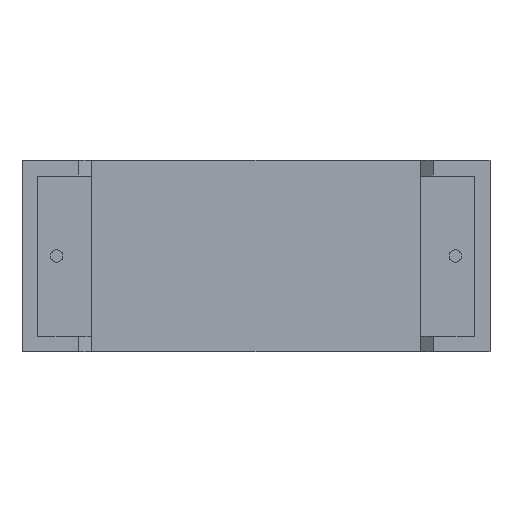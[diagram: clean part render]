
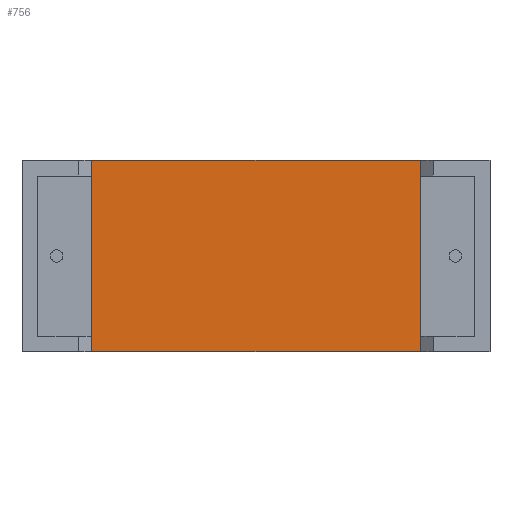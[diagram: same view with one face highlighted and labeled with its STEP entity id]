
A CAD part, front view. The second image highlights one B-rep face of the part: STEP entity #756.
In plain terms, the highlighted planar face has unit normal (0, -1, 0).
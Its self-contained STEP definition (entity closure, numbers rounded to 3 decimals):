
#10 = DIRECTION ( 'NONE',  ( -1., 0., 0. ) ) ;
#35 = DIRECTION ( 'NONE',  ( 0., 0., 1. ) ) ;
#61 = CARTESIAN_POINT ( 'NONE',  ( 4.797, 0.762, 13.2 ) ) ;
#190 = EDGE_CURVE ( 'NONE', #2695, #641, #723, .T. ) ;
#300 = VERTEX_POINT ( 'NONE', #2920 ) ;
#315 = AXIS2_PLACEMENT_3D ( 'NONE', #1387, #1871, #1602 ) ;
#550 = CARTESIAN_POINT ( 'NONE',  ( 4.797, 0.762, 0. ) ) ;
#555 = ORIENTED_EDGE ( 'NONE', *, *, #2858, .F. ) ;
#641 = VERTEX_POINT ( 'NONE', #61 ) ;
#654 = FACE_OUTER_BOUND ( 'NONE', #1864, .T. ) ;
#723 = LINE ( 'NONE', #2631, #2999 ) ;
#731 = ORIENTED_EDGE ( 'NONE', *, *, #190, .F. ) ;
#756 = ADVANCED_FACE ( 'NONE', ( #654 ), #2096, .F. ) ;
#844 = EDGE_CURVE ( 'NONE', #2468, #300, #1935, .T. ) ;
#953 = VECTOR ( 'NONE', #10, 1000. ) ;
#996 = CARTESIAN_POINT ( 'NONE',  ( 27.503, 0.762, 0. ) ) ;
#1103 = EDGE_CURVE ( 'NONE', #300, #641, #1522, .T. ) ;
#1151 = VECTOR ( 'NONE', #35, 1000. ) ;
#1281 = VECTOR ( 'NONE', #2773, 1000. ) ;
#1387 = CARTESIAN_POINT ( 'NONE',  ( 16.15, 0.762, 0. ) ) ;
#1522 = LINE ( 'NONE', #1841, #953 ) ;
#1559 = CARTESIAN_POINT ( 'NONE',  ( 16.15, 0.762, 0. ) ) ;
#1602 = DIRECTION ( 'NONE',  ( -1., 0., 0. ) ) ;
#1841 = CARTESIAN_POINT ( 'NONE',  ( 16.15, 0.762, 13.2 ) ) ;
#1864 = EDGE_LOOP ( 'NONE', ( #2810, #731, #555, #2457 ) ) ;
#1871 = DIRECTION ( 'NONE',  ( 0., 1., 0. ) ) ;
#1935 = LINE ( 'NONE', #996, #1151 ) ;
#2096 = PLANE ( 'NONE',  #315 ) ;
#2131 = DIRECTION ( 'NONE',  ( 0., 0., 1. ) ) ;
#2143 = CARTESIAN_POINT ( 'NONE',  ( 27.503, 0.762, 0. ) ) ;
#2457 = ORIENTED_EDGE ( 'NONE', *, *, #844, .T. ) ;
#2468 = VERTEX_POINT ( 'NONE', #2143 ) ;
#2528 = LINE ( 'NONE', #1559, #1281 ) ;
#2631 = CARTESIAN_POINT ( 'NONE',  ( 4.797, 0.762, 0. ) ) ;
#2695 = VERTEX_POINT ( 'NONE', #550 ) ;
#2773 = DIRECTION ( 'NONE',  ( -1., 0., 0. ) ) ;
#2810 = ORIENTED_EDGE ( 'NONE', *, *, #1103, .T. ) ;
#2858 = EDGE_CURVE ( 'NONE', #2468, #2695, #2528, .T. ) ;
#2920 = CARTESIAN_POINT ( 'NONE',  ( 27.503, 0.762, 13.2 ) ) ;
#2999 = VECTOR ( 'NONE', #2131, 1000. ) ;
